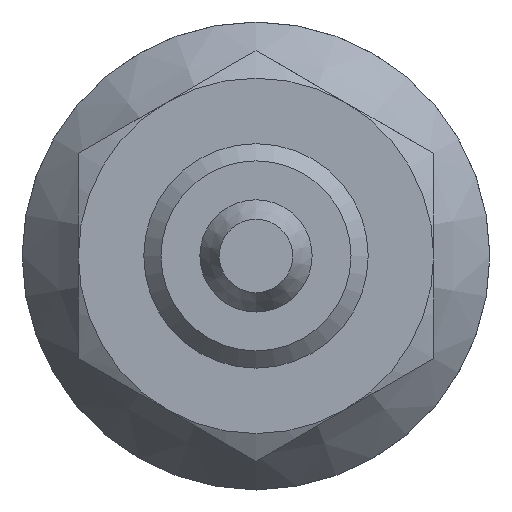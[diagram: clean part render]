
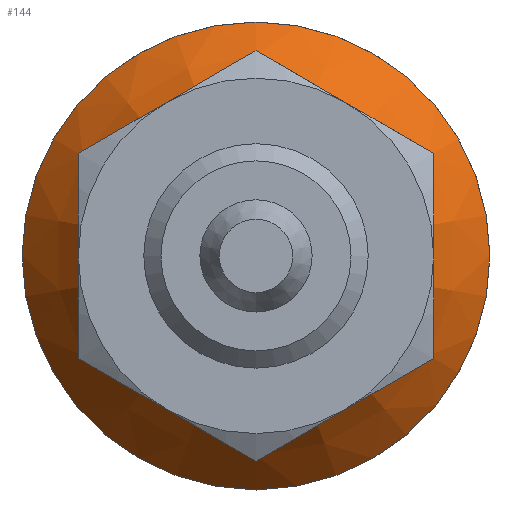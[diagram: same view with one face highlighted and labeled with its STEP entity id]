
A CAD part, front view. The second image highlights one B-rep face of the part: STEP entity #144.
In plain terms, the highlighted conical face has half-angle 37.4 degrees and reference radius 12.5 mm.
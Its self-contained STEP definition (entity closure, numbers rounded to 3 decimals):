
#144 = ADVANCED_FACE( '', ( #324, #325 ), #326, .T. );
#324 = FACE_BOUND( '', #539, .T. );
#325 = FACE_OUTER_BOUND( '', #540, .T. );
#326 = CONICAL_SURFACE( '', #541, 12.5, 0.653 );
#539 = EDGE_LOOP( '', ( #909 ) );
#540 = EDGE_LOOP( '', ( #910 ) );
#541 = AXIS2_PLACEMENT_3D( '', #911, #912, #913 );
#909 = ORIENTED_EDGE( '', *, *, #1300, .F. );
#910 = ORIENTED_EDGE( '', *, *, #1321, .T. );
#911 = CARTESIAN_POINT( '', ( 0., 15.894, 0. ) );
#912 = DIRECTION( '', ( 0., 1., 0. ) );
#913 = DIRECTION( '', ( 0., 0., 1. ) );
#1300 = EDGE_CURVE( '', #1570, #1570, #1571, .T. );
#1321 = EDGE_CURVE( '', #1599, #1599, #1600, .T. );
#1570 = VERTEX_POINT( '', #2060 );
#1571 = CIRCLE( '', #2061, 7. );
#1599 = VERTEX_POINT( '', #2099 );
#1600 = CIRCLE( '', #2100, 12.5 );
#2060 = CARTESIAN_POINT( '', ( 0., 8.7, -7. ) );
#2061 = AXIS2_PLACEMENT_3D( '', #2338, #2339, #2340 );
#2099 = CARTESIAN_POINT( '', ( 0., 15.894, -12.5 ) );
#2100 = AXIS2_PLACEMENT_3D( '', #2373, #2374, #2375 );
#2338 = CARTESIAN_POINT( '', ( 0., 8.7, 0. ) );
#2339 = DIRECTION( '', ( 0., -1., 0. ) );
#2340 = DIRECTION( '', ( 0., 0., -1. ) );
#2373 = CARTESIAN_POINT( '', ( 0., 15.894, 0. ) );
#2374 = DIRECTION( '', ( 0., -1., 0. ) );
#2375 = DIRECTION( '', ( 0., 0., -1. ) );
